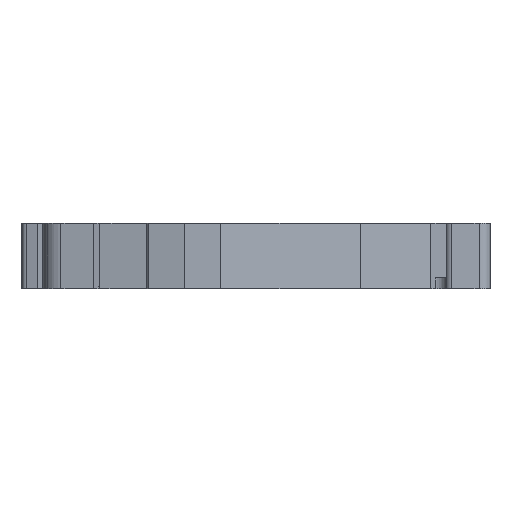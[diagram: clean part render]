
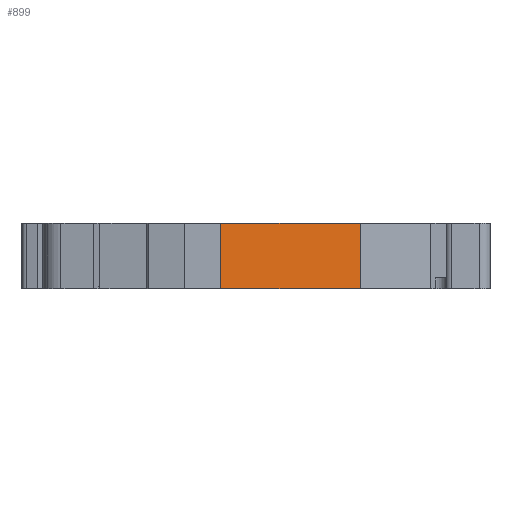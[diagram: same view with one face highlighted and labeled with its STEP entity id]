
A CAD part, left-side view. The second image highlights one B-rep face of the part: STEP entity #899.
In plain terms, the highlighted planar face has unit normal (-0.986, -0.165, 0).
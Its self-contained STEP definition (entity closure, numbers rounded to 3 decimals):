
#121 = CARTESIAN_POINT ( 'NONE',  ( -25.115, -8.933, -3.84 ) ) ;
#384 = ORIENTED_EDGE ( 'NONE', *, *, #13649, .F. ) ;
#899 = ADVANCED_FACE ( 'NONE', ( #3458 ), #11654, .F. ) ;
#1973 = VECTOR ( 'NONE', #14431, 1000. ) ;
#2419 = CARTESIAN_POINT ( 'NONE',  ( -22.435, -24.943, 2.16 ) ) ;
#2635 = VERTEX_POINT ( 'NONE', #121 ) ;
#2708 = DIRECTION ( 'NONE',  ( -0.165, 0.986, 0. ) ) ;
#2869 = EDGE_CURVE ( 'NONE', #9638, #3512, #11757, .T. ) ;
#3133 = EDGE_LOOP ( 'NONE', ( #15285, #384, #15481, #6053 ) ) ;
#3458 = FACE_OUTER_BOUND ( 'NONE', #3133, .T. ) ;
#3512 = VERTEX_POINT ( 'NONE', #4544 ) ;
#3743 = DIRECTION ( 'NONE',  ( 0.986, 0.165, 0. ) ) ;
#4204 = CARTESIAN_POINT ( 'NONE',  ( -27.252, 3.835, 2.16 ) ) ;
#4544 = CARTESIAN_POINT ( 'NONE',  ( -25.115, -8.933, 2.16 ) ) ;
#5617 = VERTEX_POINT ( 'NONE', #13387 ) ;
#6008 = VECTOR ( 'NONE', #10133, 1000. ) ;
#6053 = ORIENTED_EDGE ( 'NONE', *, *, #14045, .T. ) ;
#6432 = CARTESIAN_POINT ( 'NONE',  ( -27.252, 3.835, 2.16 ) ) ;
#9638 = VERTEX_POINT ( 'NONE', #4204 ) ;
#10078 = CARTESIAN_POINT ( 'NONE',  ( -22.435, -24.943, -3.84 ) ) ;
#10133 = DIRECTION ( 'NONE',  ( 0.165, -0.986, 0. ) ) ;
#10542 = VECTOR ( 'NONE', #11367, 1000. ) ;
#10575 = VECTOR ( 'NONE', #12874, 1000. ) ;
#10955 = LINE ( 'NONE', #11700, #10575 ) ;
#11367 = DIRECTION ( 'NONE',  ( 0., 0., -1. ) ) ;
#11537 = EDGE_CURVE ( 'NONE', #5617, #2635, #15922, .T. ) ;
#11654 = PLANE ( 'NONE',  #12608 ) ;
#11700 = CARTESIAN_POINT ( 'NONE',  ( -25.115, -8.933, 2.16 ) ) ;
#11757 = LINE ( 'NONE', #2419, #1973 ) ;
#12608 = AXIS2_PLACEMENT_3D ( 'NONE', #12786, #3743, #2708 ) ;
#12786 = CARTESIAN_POINT ( 'NONE',  ( -22.435, -24.943, 2.16 ) ) ;
#12874 = DIRECTION ( 'NONE',  ( 0., 0., -1. ) ) ;
#13387 = CARTESIAN_POINT ( 'NONE',  ( -27.252, 3.835, -3.84 ) ) ;
#13649 = EDGE_CURVE ( 'NONE', #3512, #2635, #10955, .T. ) ;
#13836 = LINE ( 'NONE', #6432, #10542 ) ;
#14045 = EDGE_CURVE ( 'NONE', #9638, #5617, #13836, .T. ) ;
#14431 = DIRECTION ( 'NONE',  ( 0.165, -0.986, 0. ) ) ;
#15285 = ORIENTED_EDGE ( 'NONE', *, *, #11537, .T. ) ;
#15481 = ORIENTED_EDGE ( 'NONE', *, *, #2869, .F. ) ;
#15922 = LINE ( 'NONE', #10078, #6008 ) ;
